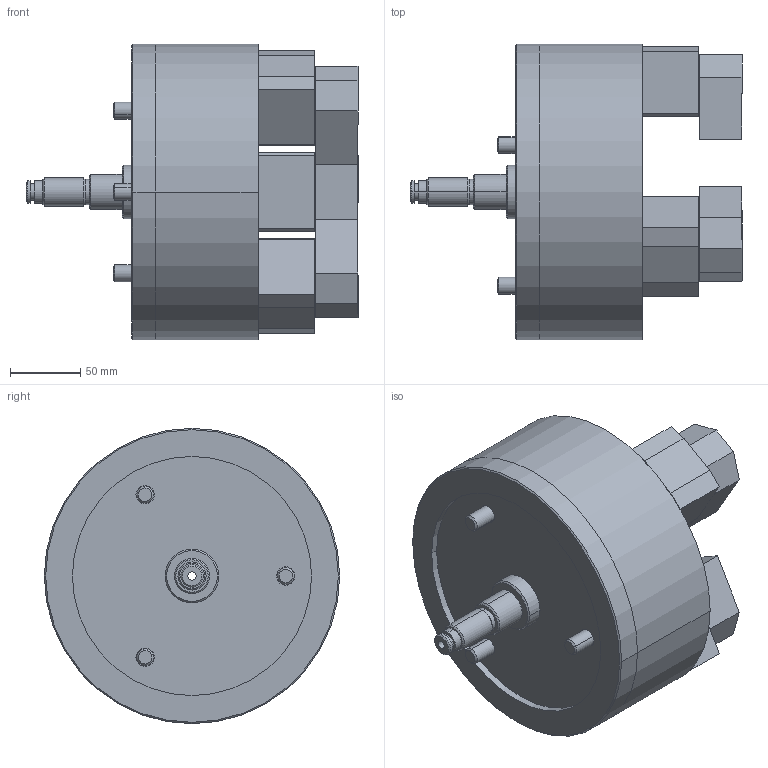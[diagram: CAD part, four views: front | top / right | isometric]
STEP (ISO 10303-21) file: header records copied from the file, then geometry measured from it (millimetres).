
FILE_DESCRIPTION (( 'STEP AP203' ), '1' );
FILE_NAME ('CF-3J-08.STEP', '2019-02-22T00:26:20', ( '' ), ( '' ), 'SwSTEP 2.0', 'SolidWorks 2016', '' );
FILE_SCHEMA (( 'CONFIG_CONTROL_DESIGN' ));
Length unit declared in the file: millimetre
Products named in the file (9): CF-3J-08-04010; CF-3J-08-15010; CF-3J-08; CF-3J-08-01000; CF-3J-08-07000; 圓頭內六角螺栓_M12x90; 圓頭內六角螺栓_M12x30; CF-3J-08-03000; CF-3J-08-11000
Assembly tree (18 placements, depth 2):
  CF-3J-08
    CF-3J-08-01000
    CF-3J-08-03000  x3
    CF-3J-08-04010  x3
    CF-3J-08-07000
    CF-3J-08-11000
    CF-3J-08-15010  x3
    圓頭內六角螺栓_M12x30  x3
    圓頭內六角螺栓_M12x90  x3
Bounding box: 236 x 210 x 210 mm (x, y, z)
Volume: 3543053.6 mm3; surface area: 356799.1 mm2
Topology: 18 solids, 18 shells, 402 faces, 892 edges, 546 vertices
Faces by surface type: plane 186, cylinder 136, cone 76, torus 4
Entity records: 7573 total; most frequent: DIRECTION 1240, CARTESIAN_POINT 1053, ORIENTED_EDGE 984, AXIS2_PLACEMENT_3D 497, EDGE_CURVE 492, VERTEX_POINT 310, EDGE_LOOP 284, CIRCLE 246
